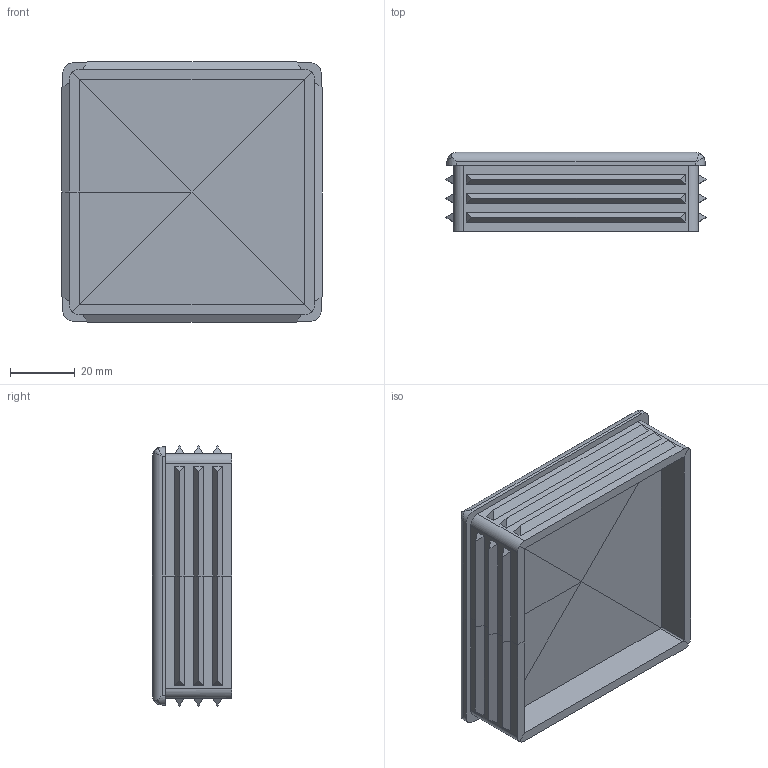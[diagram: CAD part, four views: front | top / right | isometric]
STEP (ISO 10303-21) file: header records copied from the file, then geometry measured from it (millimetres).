
FILE_DESCRIPTION (( 'STEP AP203' ), '1' );
FILE_NAME ('3D_GV1709_80x80x2_188686170.STEP', '2024-10-03T09:24:43', ( '' ), ( '' ), 'SwSTEP 2.0', 'SolidWorks 2024', '' );
FILE_SCHEMA (( 'CONFIG_CONTROL_DESIGN' ));
Length unit declared in the file: millimetre
Products named in the file (1): 3D_GV1709_80x80x2_188686170
Bounding box: 80.71 x 24.5 x 80.71 mm (x, y, z)
Volume: 96973.4 mm3; surface area: 24663.9 mm2
Topology: 1 solids, 1 shells, 105 faces, 259 edges, 162 vertices
Faces by surface type: plane 85, cylinder 16, bspline 4
Entity records: 3214 total; most frequent: CARTESIAN_POINT 723, ORIENTED_EDGE 510, DIRECTION 471, EDGE_CURVE 255, LINE 203, VECTOR 203, VERTEX_POINT 162, AXIS2_PLACEMENT_3D 134
